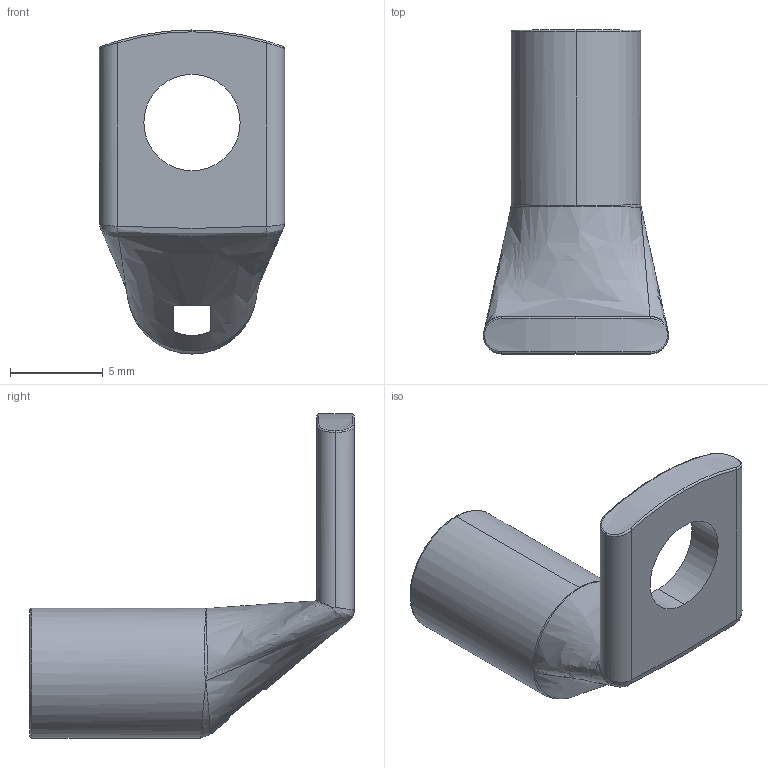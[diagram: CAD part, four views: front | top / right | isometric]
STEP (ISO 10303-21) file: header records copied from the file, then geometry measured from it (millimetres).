
FILE_DESCRIPTION (( 'STEP AP203' ), '1' );
FILE_NAME ('014199.STEP', '2023-09-28T15:15:16', ( '' ), ( '' ), 'SwSTEP 2.0', 'SolidWorks 2022', '' );
FILE_SCHEMA (( 'CONFIG_CONTROL_DESIGN' ));
Length unit declared in the file: millimetre
Products named in the file (1): 014199
Bounding box: 10 x 17.5 x 17.5 mm (x, y, z)
Volume: 503.5 mm3; surface area: 802.1 mm2
Topology: 1 solids, 1 shells, 41 faces, 112 edges, 67 vertices
Faces by surface type: bspline 14, cylinder 11, torus 8, plane 6, cone 2
Entity records: 2880 total; most frequent: CARTESIAN_POINT 1916, ORIENTED_EDGE 212, DIRECTION 150, EDGE_CURVE 106, VERTEX_POINT 67, AXIS2_PLACEMENT_3D 66, B_SPLINE_CURVE_WITH_KNOTS 48, EDGE_LOOP 45
